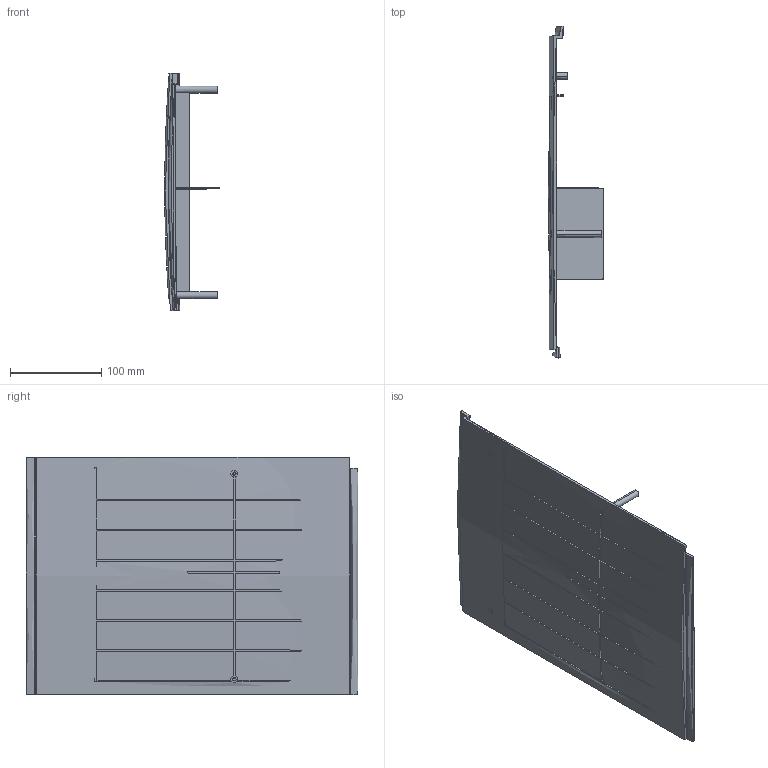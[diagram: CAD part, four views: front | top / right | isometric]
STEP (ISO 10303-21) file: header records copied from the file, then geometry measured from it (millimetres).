
FILE_DESCRIPTION (( 'STEP AP214' ), '1' );
FILE_NAME ('1844_006_rev_05.STEP', '2014-09-17T17:10:26', ( '' ), ( '' ), 'SwSTEP 2.0', 'SolidWorks 2013', '' );
FILE_SCHEMA (( 'AUTOMOTIVE_DESIGN' ));
Length unit declared in the file: millimetre
Products named in the file (1): 1844_006_rev_05
Bounding box: 60.3 x 362.75 x 260 mm (x, y, z)
Volume: 333141.8 mm3; surface area: 247092.9 mm2
Topology: 1 solids, 1 shells, 456 faces, 1111 edges, 666 vertices
Faces by surface type: bspline 190, cylinder 149, plane 82, torus 23, cone 8, sphere 4
Entity records: 18773 total; most frequent: CARTESIAN_POINT 9929, ORIENTED_EDGE 2220, DIRECTION 1339, EDGE_CURVE 1110, VERTEX_POINT 666, AXIS2_PLACEMENT_3D 520, EDGE_LOOP 466, FACE_OUTER_BOUND 456
